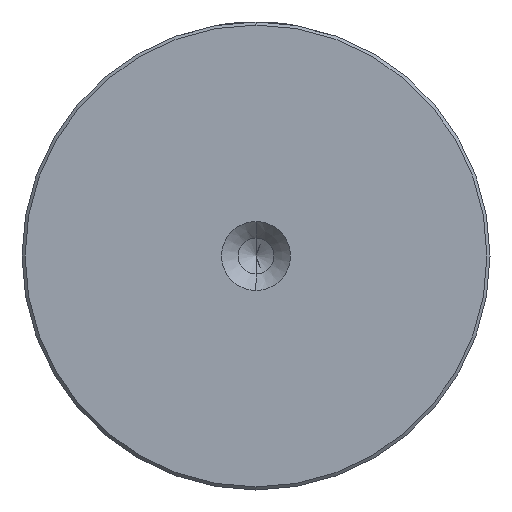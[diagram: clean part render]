
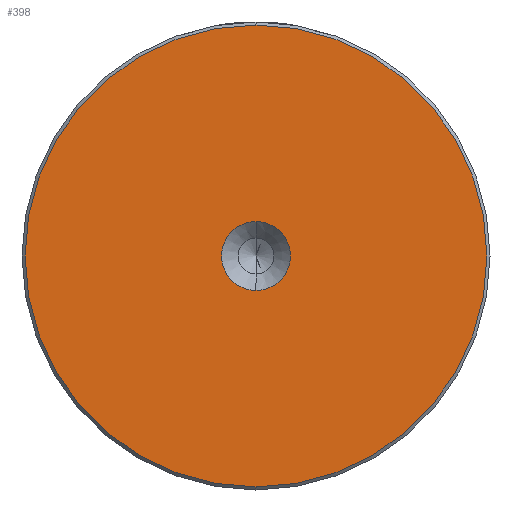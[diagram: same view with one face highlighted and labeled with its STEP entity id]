
A CAD part, left-side view. The second image highlights one B-rep face of the part: STEP entity #398.
In plain terms, the highlighted planar face has unit normal (-1, 0, 0).
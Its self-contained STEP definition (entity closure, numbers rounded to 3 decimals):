
#67 = CARTESIAN_POINT ( 'NONE',  ( 0., 0., -37.5 ) ) ;
#195 = CIRCLE ( 'NONE', #1978, 5.6 ) ;
#200 = CIRCLE ( 'NONE', #720, 5.6 ) ;
#310 = EDGE_CURVE ( 'NONE', #2495, #2206, #200, .T. ) ;
#364 = DIRECTION ( 'NONE',  ( 0., 0., 1. ) ) ;
#385 = PLANE ( 'NONE',  #1996 ) ;
#398 = ADVANCED_FACE ( 'NONE', ( #558, #1004 ), #385, .T. ) ;
#409 = CARTESIAN_POINT ( 'NONE',  ( 0., 0., 0. ) ) ;
#558 = FACE_OUTER_BOUND ( 'NONE', #1934, .T. ) ;
#564 = DIRECTION ( 'NONE',  ( -1., 0., 0. ) ) ;
#707 = CIRCLE ( 'NONE', #1159, 37.5 ) ;
#720 = AXIS2_PLACEMENT_3D ( 'NONE', #1231, #1199, #1190 ) ;
#829 = CARTESIAN_POINT ( 'NONE',  ( 0., 0., 0. ) ) ;
#994 = ORIENTED_EDGE ( 'NONE', *, *, #2282, .T. ) ;
#995 = ORIENTED_EDGE ( 'NONE', *, *, #310, .F. ) ;
#1004 = FACE_BOUND ( 'NONE', #1489, .T. ) ;
#1014 = DIRECTION ( 'NONE',  ( 0., 0., 1. ) ) ;
#1051 = VERTEX_POINT ( 'NONE', #67 ) ;
#1143 = CARTESIAN_POINT ( 'NONE',  ( 0., 0., 0. ) ) ;
#1148 = CARTESIAN_POINT ( 'NONE',  ( 0., 0., 0. ) ) ;
#1159 = AXIS2_PLACEMENT_3D ( 'NONE', #1143, #2493, #1343 ) ;
#1190 = DIRECTION ( 'NONE',  ( 0., 0., 1. ) ) ;
#1199 = DIRECTION ( 'NONE',  ( -1., 0., 0. ) ) ;
#1231 = CARTESIAN_POINT ( 'NONE',  ( 0., 0., 0. ) ) ;
#1318 = CARTESIAN_POINT ( 'NONE',  ( 0., 0., 5.6 ) ) ;
#1343 = DIRECTION ( 'NONE',  ( 0., 0., 1. ) ) ;
#1350 = DIRECTION ( 'NONE',  ( 0., 0., 1. ) ) ;
#1489 = EDGE_LOOP ( 'NONE', ( #995, #1737 ) ) ;
#1514 = CARTESIAN_POINT ( 'NONE',  ( 0., 0., -5.6 ) ) ;
#1737 = ORIENTED_EDGE ( 'NONE', *, *, #1967, .F. ) ;
#1789 = EDGE_CURVE ( 'NONE', #1051, #2526, #707, .T. ) ;
#1934 = EDGE_LOOP ( 'NONE', ( #2238, #994 ) ) ;
#1967 = EDGE_CURVE ( 'NONE', #2206, #2495, #195, .T. ) ;
#1978 = AXIS2_PLACEMENT_3D ( 'NONE', #829, #2168, #1014 ) ;
#1996 = AXIS2_PLACEMENT_3D ( 'NONE', #409, #564, #364 ) ;
#2111 = CARTESIAN_POINT ( 'NONE',  ( 0., 0., 37.5 ) ) ;
#2168 = DIRECTION ( 'NONE',  ( -1., 0., 0. ) ) ;
#2175 = CIRCLE ( 'NONE', #2198, 37.5 ) ;
#2198 = AXIS2_PLACEMENT_3D ( 'NONE', #1148, #2499, #1350 ) ;
#2206 = VERTEX_POINT ( 'NONE', #1514 ) ;
#2238 = ORIENTED_EDGE ( 'NONE', *, *, #1789, .T. ) ;
#2282 = EDGE_CURVE ( 'NONE', #2526, #1051, #2175, .T. ) ;
#2493 = DIRECTION ( 'NONE',  ( -1., 0., 0. ) ) ;
#2495 = VERTEX_POINT ( 'NONE', #1318 ) ;
#2499 = DIRECTION ( 'NONE',  ( -1., 0., 0. ) ) ;
#2526 = VERTEX_POINT ( 'NONE', #2111 ) ;
